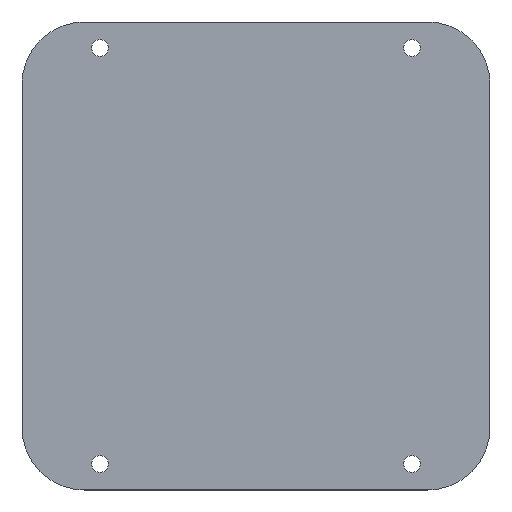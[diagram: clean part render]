
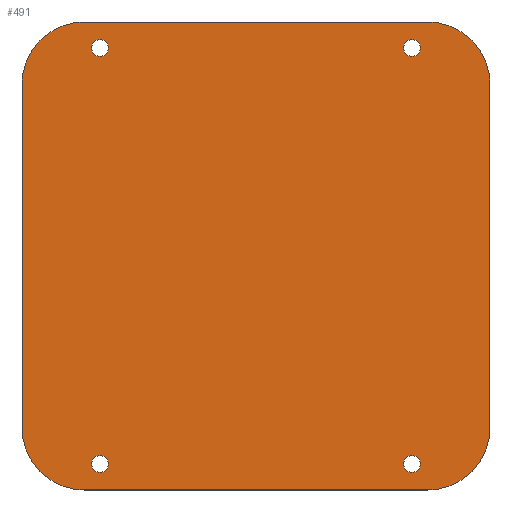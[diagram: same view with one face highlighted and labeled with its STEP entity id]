
A CAD part, top view. The second image highlights one B-rep face of the part: STEP entity #491.
In plain terms, the highlighted planar face has unit normal (0, 0, 1).
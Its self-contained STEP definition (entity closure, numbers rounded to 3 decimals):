
#73=CARTESIAN_POINT('',(82.5,112.5,9.525));
#74=VERTEX_POINT('',#73);
#75=CARTESIAN_POINT('',(112.5,82.5,9.525));
#76=VERTEX_POINT('',#75);
#77=CARTESIAN_POINT('',(82.5,82.5,9.525));
#78=DIRECTION('',(0.0,0.0,-1.0));
#79=DIRECTION('',(0.707,0.707,0.0));
#80=AXIS2_PLACEMENT_3D('',#77,#78,#79);
#81=CIRCLE('',#80,30.0);
#82=EDGE_CURVE('',#74,#76,#81,.T.);
#226=CARTESIAN_POINT('',(112.5,-82.5,9.525));
#227=VERTEX_POINT('',#226);
#228=CARTESIAN_POINT('',(112.5,-82.5,9.525));
#229=DIRECTION('',(0.0,1.0,0.0));
#230=VECTOR('',#229,165.0);
#231=LINE('',#228,#230);
#232=EDGE_CURVE('',#227,#76,#231,.T.);
#249=CARTESIAN_POINT('',(82.5,-112.5,9.525));
#250=VERTEX_POINT('',#249);
#251=CARTESIAN_POINT('',(82.5,-82.5,9.525));
#252=DIRECTION('',(0.0,0.0,-1.0));
#253=DIRECTION('',(0.707,-0.707,0.0));
#254=AXIS2_PLACEMENT_3D('',#251,#252,#253);
#255=CIRCLE('',#254,30.0);
#256=EDGE_CURVE('',#227,#250,#255,.T.);
#274=CARTESIAN_POINT('',(-112.5,82.5,9.525));
#275=VERTEX_POINT('',#274);
#276=CARTESIAN_POINT('',(-82.5,112.5,9.525));
#277=VERTEX_POINT('',#276);
#278=CARTESIAN_POINT('',(-82.5,82.5,9.525));
#279=DIRECTION('',(0.0,0.0,-1.0));
#280=DIRECTION('',(-0.707,0.707,0.0));
#281=AXIS2_PLACEMENT_3D('',#278,#279,#280);
#282=CIRCLE('',#281,30.0);
#283=EDGE_CURVE('',#275,#277,#282,.T.);
#308=CARTESIAN_POINT('',(-112.5,-82.5,9.525));
#309=VERTEX_POINT('',#308);
#316=CARTESIAN_POINT('',(-112.5,82.5,9.525));
#317=DIRECTION('',(0.0,-1.0,0.0));
#318=VECTOR('',#317,165.0);
#319=LINE('',#316,#318);
#320=EDGE_CURVE('',#275,#309,#319,.T.);
#330=CARTESIAN_POINT('',(-82.5,-112.5,9.525));
#331=VERTEX_POINT('',#330);
#332=CARTESIAN_POINT('',(-82.5,-82.5,9.525));
#333=DIRECTION('',(0.0,0.0,-1.0));
#334=DIRECTION('',(-0.707,-0.707,0.0));
#335=AXIS2_PLACEMENT_3D('',#332,#333,#334);
#336=CIRCLE('',#335,30.0);
#337=EDGE_CURVE('',#331,#309,#336,.T.);
#355=CARTESIAN_POINT('',(79.05,100.0,9.525));
#356=VERTEX_POINT('',#355);
#357=CARTESIAN_POINT('',(75.0,100.0,9.525));
#358=DIRECTION('',(0.0,0.0,-1.0));
#359=DIRECTION('',(-1.0,0.0,0.0));
#360=AXIS2_PLACEMENT_3D('',#357,#358,#359);
#361=CIRCLE('',#360,4.05);
#362=EDGE_CURVE('',#356,#356,#361,.T.);
#375=CARTESIAN_POINT('',(-70.95,100.0,9.525));
#376=VERTEX_POINT('',#375);
#377=CARTESIAN_POINT('',(-75.0,100.0,9.525));
#378=DIRECTION('',(0.0,0.0,-1.0));
#379=DIRECTION('',(-1.0,0.0,0.0));
#380=AXIS2_PLACEMENT_3D('',#377,#378,#379);
#381=CIRCLE('',#380,4.05);
#382=EDGE_CURVE('',#376,#376,#381,.T.);
#395=CARTESIAN_POINT('',(79.05,-100.0,9.525));
#396=VERTEX_POINT('',#395);
#397=CARTESIAN_POINT('',(75.0,-100.0,9.525));
#398=DIRECTION('',(0.0,0.0,-1.0));
#399=DIRECTION('',(-1.0,0.0,0.0));
#400=AXIS2_PLACEMENT_3D('',#397,#398,#399);
#401=CIRCLE('',#400,4.05);
#402=EDGE_CURVE('',#396,#396,#401,.T.);
#415=CARTESIAN_POINT('',(-70.95,-100.0,9.525));
#416=VERTEX_POINT('',#415);
#417=CARTESIAN_POINT('',(-75.0,-100.0,9.525));
#418=DIRECTION('',(0.0,0.0,-1.0));
#419=DIRECTION('',(-1.0,0.0,0.0));
#420=AXIS2_PLACEMENT_3D('',#417,#418,#419);
#421=CIRCLE('',#420,4.05);
#422=EDGE_CURVE('',#416,#416,#421,.T.);
#436=CARTESIAN_POINT('',(-82.5,-112.5,9.525));
#437=DIRECTION('',(1.0,0.0,0.0));
#438=VECTOR('',#437,165.0);
#439=LINE('',#436,#438);
#440=EDGE_CURVE('',#331,#250,#439,.T.);
#455=CARTESIAN_POINT('',(82.5,112.5,9.525));
#456=DIRECTION('',(-1.0,0.0,0.0));
#457=VECTOR('',#456,165.0);
#458=LINE('',#455,#457);
#459=EDGE_CURVE('',#74,#277,#458,.T.);
#464=CARTESIAN_POINT('',(0.0,0.0,9.525));
#465=DIRECTION('',(0.0,0.0,1.0));
#466=DIRECTION('',(1.0,0.0,0.0));
#467=AXIS2_PLACEMENT_3D('',#464,#465,#466);
#468=PLANE('',#467);
#469=ORIENTED_EDGE('',*,*,#82,.F.);
#470=ORIENTED_EDGE('',*,*,#459,.T.);
#471=ORIENTED_EDGE('',*,*,#283,.F.);
#472=ORIENTED_EDGE('',*,*,#320,.T.);
#473=ORIENTED_EDGE('',*,*,#337,.F.);
#474=ORIENTED_EDGE('',*,*,#440,.T.);
#475=ORIENTED_EDGE('',*,*,#256,.F.);
#476=ORIENTED_EDGE('',*,*,#232,.T.);
#477=EDGE_LOOP('',(#469,#470,#471,#472,#473,#474,#475,#476));
#478=FACE_OUTER_BOUND('',#477,.T.);
#479=ORIENTED_EDGE('',*,*,#362,.T.);
#480=EDGE_LOOP('',(#479));
#481=FACE_BOUND('',#480,.T.);
#482=ORIENTED_EDGE('',*,*,#382,.T.);
#483=EDGE_LOOP('',(#482));
#484=FACE_BOUND('',#483,.T.);
#485=ORIENTED_EDGE('',*,*,#402,.T.);
#486=EDGE_LOOP('',(#485));
#487=FACE_BOUND('',#486,.T.);
#488=ORIENTED_EDGE('',*,*,#422,.T.);
#489=EDGE_LOOP('',(#488));
#490=FACE_BOUND('',#489,.T.);
#491=ADVANCED_FACE('',(#478,#481,#484,#487,#490),#468,.T.);
